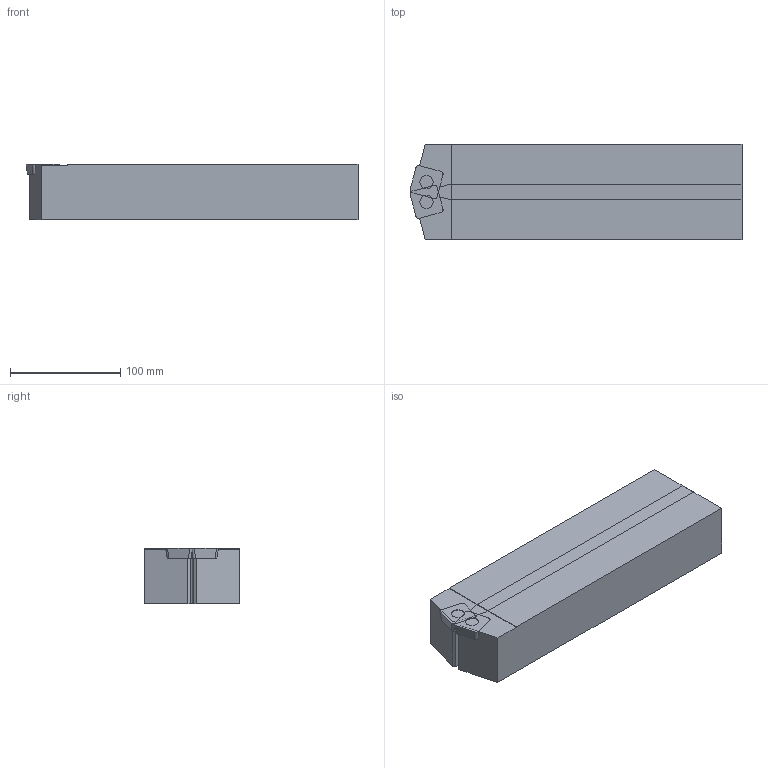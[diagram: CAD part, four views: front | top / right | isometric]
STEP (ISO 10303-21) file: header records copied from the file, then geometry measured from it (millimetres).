
FILE_DESCRIPTION(/* description */ (''),/* implementation_level */ '2;1');
FILE_NAME(/* name */ 'model1.stp',/* time_stamp */ '2023-08-31T14:09:53+02:00',/* author */ (''),/* organization */ (''),/* preprocessor_version */ 'ST-DEVELOPER v18.102',/* originating_system */ 'SIEMENS PLM Software NX 2027',/* authorisation */ '');
FILE_SCHEMA (('AUTOMOTIVE_DESIGN { 1 0 10303 214 3 1 1 1 }'));
Length unit declared in the file: millimetre
Products named in the file (1): model1
Bounding box: 301.62 x 86.27 x 50.02 mm (x, y, z)
Surface area: 130509.2 mm2
Topology: 4 solids, 4 shells, 46 faces, 112 edges, 74 vertices
Faces by surface type: plane 32, cylinder 12, torus 2
Full cylindrical faces by diameter (mm): 8.7 x2, 12 x2
Entity records: 1346 total; most frequent: CARTESIAN_POINT 223, DIRECTION 222, ORIENTED_EDGE 208, EDGE_CURVE 104, LINE 80, VECTOR 80, VERTEX_POINT 72, AXIS2_PLACEMENT_3D 71
